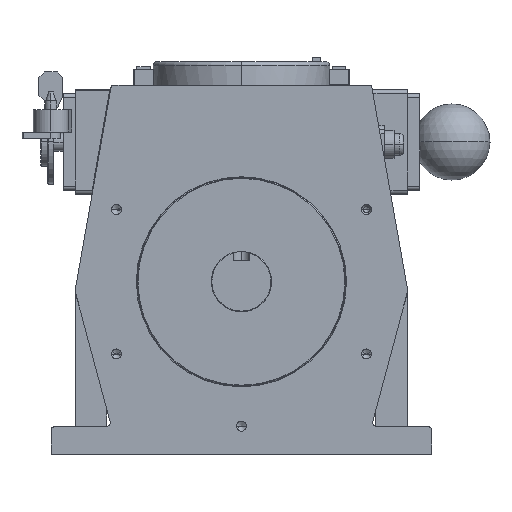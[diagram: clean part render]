
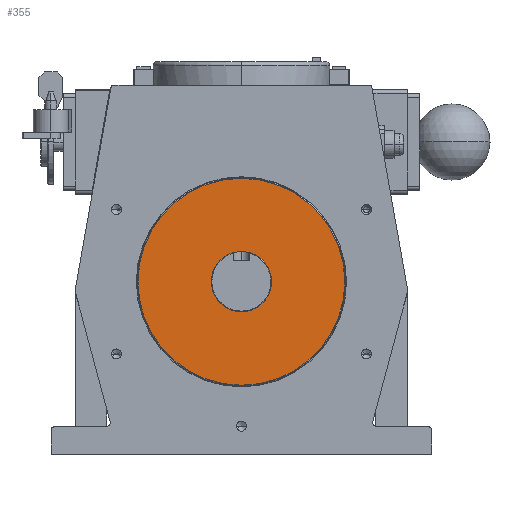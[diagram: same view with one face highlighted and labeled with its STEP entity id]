
A CAD part, top view. The second image highlights one B-rep face of the part: STEP entity #355.
In plain terms, the highlighted planar face has unit normal (0, 0, 1).
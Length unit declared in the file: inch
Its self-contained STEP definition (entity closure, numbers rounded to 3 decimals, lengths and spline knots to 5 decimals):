
#355 = ADVANCED_FACE ( 'NONE', ( #4693, #4696 ), #4605, .T. ) ;
#471 = EDGE_CURVE ( 'NONE', #4055, #4054, #4722, .T. ) ;
#879 = EDGE_LOOP ( 'NONE', ( #1412, #1413 ) ) ;
#883 = EDGE_LOOP ( 'NONE', ( #1414, #1415 ) ) ;
#1412 = ORIENTED_EDGE ( 'NONE', *, *, #471, .T. ) ;
#1413 = ORIENTED_EDGE ( 'NONE', *, *, #1616, .T. ) ;
#1414 = ORIENTED_EDGE ( 'NONE', *, *, #1564, .F. ) ;
#1415 = ORIENTED_EDGE ( 'NONE', *, *, #2537, .F. ) ;
#1564 = EDGE_CURVE ( 'NONE', #4089, #4090, #5013, .T. ) ;
#1616 = EDGE_CURVE ( 'NONE', #4054, #4055, #5089, .T. ) ;
#2537 = EDGE_CURVE ( 'NONE', #4090, #4089, #8894, .T. ) ;
#3887 = AXIS2_PLACEMENT_3D ( 'NONE', #4608, #4614, #4615 ) ;
#3898 = AXIS2_PLACEMENT_3D ( 'NONE', #5302, #5303, #5304 ) ;
#3969 = AXIS2_PLACEMENT_3D ( 'NONE', #5960, #5962, #5963 ) ;
#3987 = AXIS2_PLACEMENT_3D ( 'NONE', #6102, #6104, #6105 ) ;
#4054 = VERTEX_POINT ( 'NONE', #9965 ) ;
#4055 = VERTEX_POINT ( 'NONE', #9966 ) ;
#4089 = VERTEX_POINT ( 'NONE', #10000 ) ;
#4090 = VERTEX_POINT ( 'NONE', #10001 ) ;
#4605 = PLANE ( 'NONE',  #3887 ) ;
#4608 = CARTESIAN_POINT ( 'NONE',  ( 0., 0., 5.63 ) ) ;
#4614 = DIRECTION ( 'NONE',  ( 0., 0., 1. ) ) ;
#4615 = DIRECTION ( 'NONE',  ( 1., 0., 0. ) ) ;
#4693 = FACE_OUTER_BOUND ( 'NONE', #879, .T. ) ;
#4696 = FACE_BOUND ( 'NONE', #883, .T. ) ;
#4722 = CIRCLE ( 'NONE', #3898, 3.225 ) ;
#5013 = CIRCLE ( 'NONE', #3969, 0.9375 ) ;
#5089 = CIRCLE ( 'NONE', #3987, 3.225 ) ;
#5302 = CARTESIAN_POINT ( 'NONE',  ( 0., 0., 5.63 ) ) ;
#5303 = DIRECTION ( 'NONE',  ( 0., 0., 1. ) ) ;
#5304 = DIRECTION ( 'NONE',  ( 1., 0., 0. ) ) ;
#5960 = CARTESIAN_POINT ( 'NONE',  ( 0., 0., 5.63 ) ) ;
#5962 = DIRECTION ( 'NONE',  ( 0., 0., 1. ) ) ;
#5963 = DIRECTION ( 'NONE',  ( 1., 0., 0. ) ) ;
#6102 = CARTESIAN_POINT ( 'NONE',  ( 0., 0., 5.63 ) ) ;
#6104 = DIRECTION ( 'NONE',  ( 0., 0., 1. ) ) ;
#6105 = DIRECTION ( 'NONE',  ( 1., 0., 0. ) ) ;
#8894 = CIRCLE ( 'NONE', #9429, 0.9375 ) ;
#9355 = CARTESIAN_POINT ( 'NONE',  ( 0., 0., 5.63 ) ) ;
#9372 = DIRECTION ( 'NONE',  ( 0., 0., 1. ) ) ;
#9373 = DIRECTION ( 'NONE',  ( 1., 0., 0. ) ) ;
#9429 = AXIS2_PLACEMENT_3D ( 'NONE', #9355, #9372, #9373 ) ;
#9965 = CARTESIAN_POINT ( 'NONE',  ( -3.225, 0., 5.63 ) ) ;
#9966 = CARTESIAN_POINT ( 'NONE',  ( 3.225, 0., 5.63 ) ) ;
#10000 = CARTESIAN_POINT ( 'NONE',  ( -0.9375, 0., 5.63 ) ) ;
#10001 = CARTESIAN_POINT ( 'NONE',  ( 0.9375, 0., 5.63 ) ) ;
